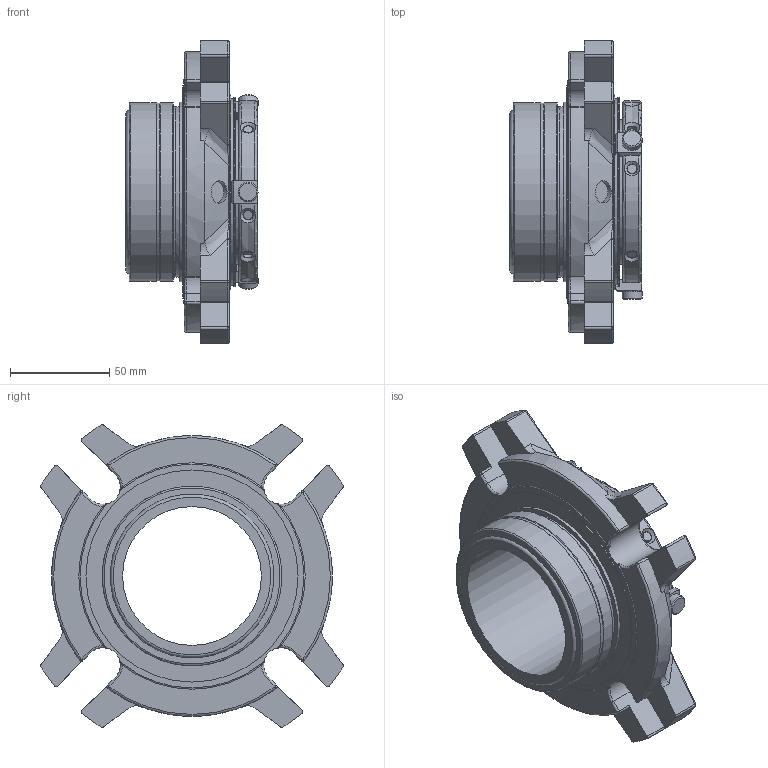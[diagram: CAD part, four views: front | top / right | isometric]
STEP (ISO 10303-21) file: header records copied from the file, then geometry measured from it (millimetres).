
FILE_DESCRIPTION(/* description */ ('Unknown'),/* implementation_level */ '2;1');
FILE_NAME(/* name */ '70mm',/* time_stamp */ '2023-02-20T15:41:43+00:00',/* author */ ('Unknown'),/* organization */ ('Unknown'),/* preprocessor_version */ 'ST-DEVELOPER v16.7',/* originating_system */ 'Solid Edge',/* authorisation */ 'Unknown');
FILE_SCHEMA (('AUTOMOTIVE_DESIGN {1 0 10303 214 3 1 1}'));
Length unit declared in the file: millimetre
Products named in the file (1): 70mm
Bounding box: 66.59 x 152.75 x 152.75 mm (x, y, z)
Volume: 377822.4 mm3; surface area: 75510.7 mm2
Topology: 1 solids, 1 shells, 552 faces, 1491 edges, 910 vertices
Faces by surface type: cylinder 218, plane 153, torus 68, sphere 40, bspline 39, cone 34
Full cylindrical faces by diameter (mm): 3.31 x1, 4.917 x2, 6 x3, 10 x3, 11.252 x3, 70.002 x1, 73 x1, 82.525 x1, 85.979 x1, 89.967 x1, 90.475 x2, 90.805 x1, 93.98 x1, 95.504 x1, 107 x1
Entity records: 21259 total; most frequent: CARTESIAN_POINT 4371, DIRECTION 2737, ORIENTED_EDGE 2714, EDGE_CURVE 1357, AXIS2_PLACEMENT_3D 1111, VERTEX_POINT 858, EDGE_LOOP 641, FACE_BOUND 641
